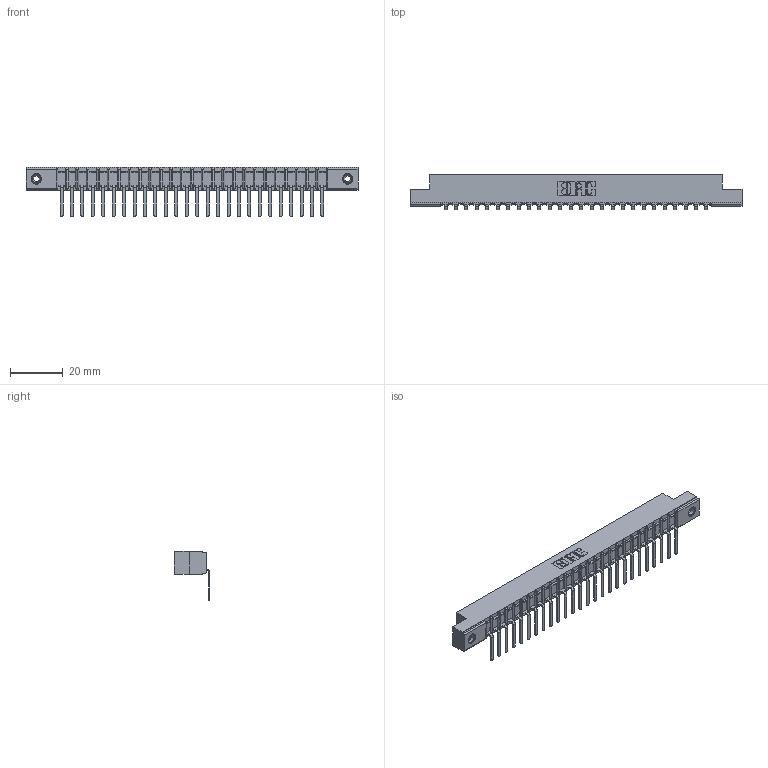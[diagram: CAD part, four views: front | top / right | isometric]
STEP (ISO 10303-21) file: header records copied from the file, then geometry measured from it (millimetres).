
FILE_DESCRIPTION (( 'STEP AP203' ), '1' );
FILE_NAME ('357-026-557-108.STEP', '2018-08-09T03:19:38', ( '' ), ( '' ), 'SwSTEP 2.0', 'SolidWorks 2016', '' );
FILE_SCHEMA (( 'CONFIG_CONTROL_DESIGN' ));
Length unit declared in the file: inch
Products named in the file (4): 357-026-557-108; 307 Part_.156 Dia Mounting Holes; 307-290-002_557; 345-250-001_345-250-003-102
Assembly tree (29 placements, depth 2):
  357-026-557-108
    307 Part_.156 Dia Mounting Holes
    307-290-002_557  x26
    345-250-001_345-250-003-102  x2
Bounding box: 126.03 x 13.32 x 18.67 mm (x, y, z)
Volume: 8386.3 mm3; surface area: 15923.2 mm2
Topology: 29 solids, 29 shells, 2233 faces, 6803 edges, 4454 vertices
Faces by surface type: plane 1324, cylinder 839, sphere 54, cone 12, torus 4
Entity records: 26301 total; most frequent: CARTESIAN_POINT 4415, ORIENTED_EDGE 4398, DIRECTION 4307, EDGE_CURVE 2199, LINE 1675, VECTOR 1675, VERTEX_POINT 1424, AXIS2_PLACEMENT_3D 1316
